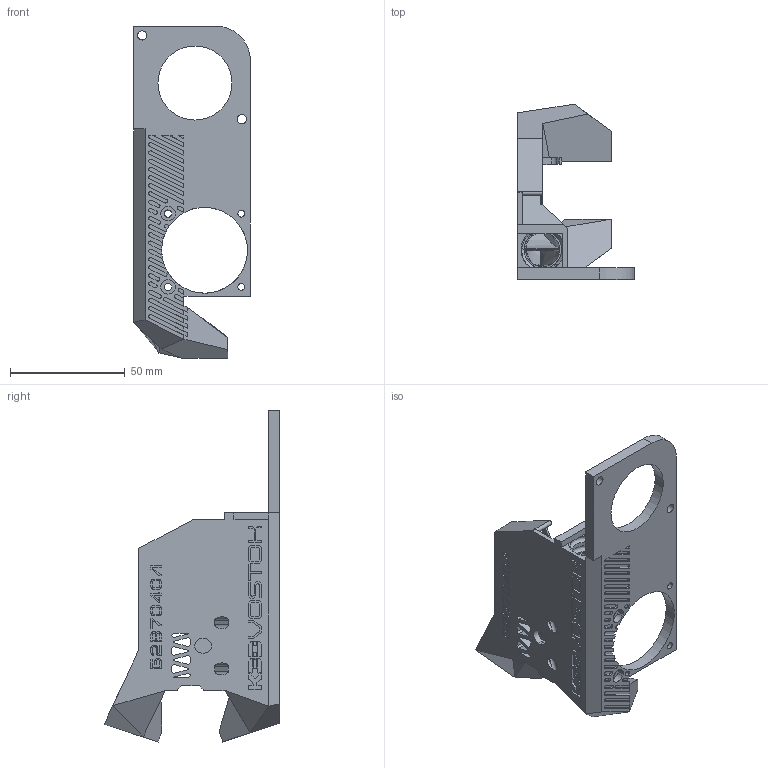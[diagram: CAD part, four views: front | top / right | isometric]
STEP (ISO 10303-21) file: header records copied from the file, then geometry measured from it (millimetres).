
FILE_DESCRIPTION(('STEP AP203'), '1');
FILE_NAME('V9-114K0 - Bereza Volcano 5015 cooling system', '2025-05-11T10:47:23', ('ELISEY'), (''), 'C3D Converter', 'C3D Toolkit', '');
FILE_SCHEMA(('CONFIG_CONTROL_DESIGN'));
Length unit declared in the file: millimetre
Products named in the file (2): V9-114K0 - Bereza Volcano 7040 cooling system; V9-114K1 - Bereza 7040 Volcano fan duct
Assembly tree (1 placements, depth 2):
  V9-114K0 - Bereza Volcano 7040 cooling system
    V9-114K1 - Bereza 7040 Volcano fan duct
Bounding box: 51 x 76.65 x 144.87 mm (x, y, z)
Volume: 58585.4 mm3; surface area: 39067.5 mm2
Topology: 1 solids, 3 shells, 847 faces, 2335 edges, 1540 vertices
Faces by surface type: plane 676, cylinder 88, bspline 75, cone 8
Full cylindrical faces by diameter (mm): 1.2 x3, 1.8 x2, 3 x2, 4 x2, 32.317 x1, 37.457 x1
Entity records: 37283 total; most frequent: CARTESIAN_POINT 9629, ORIENTED_EDGE 4642, DIRECTION 3662, EDGE_CURVE 2321, LINE 1768, VECTOR 1768, VERTEX_POINT 1540, EDGE_LOOP 959
